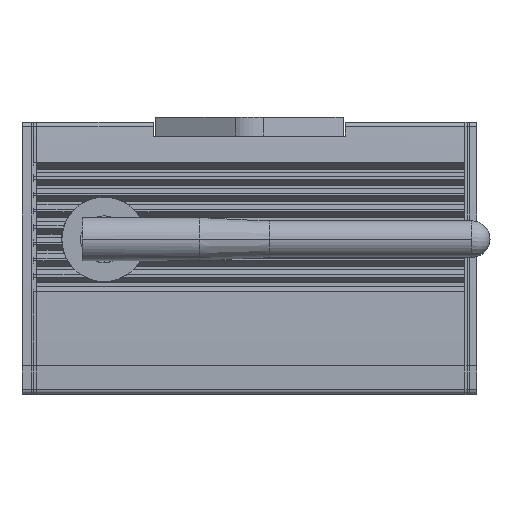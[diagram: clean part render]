
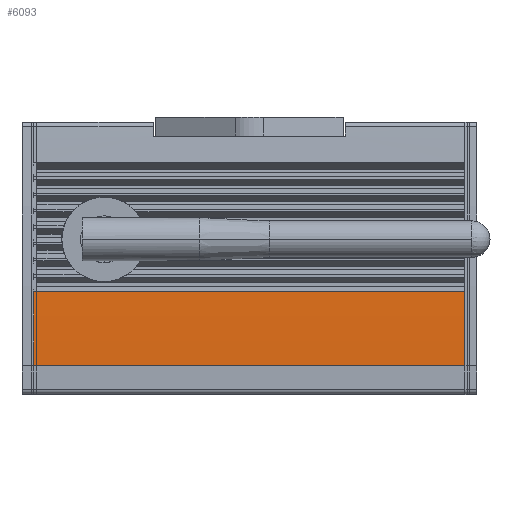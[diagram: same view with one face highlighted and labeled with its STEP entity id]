
A CAD part, top view. The second image highlights one B-rep face of the part: STEP entity #6093.
In plain terms, the highlighted cylindrical face has radius 400 mm (diameter 800 mm), a partial arc.
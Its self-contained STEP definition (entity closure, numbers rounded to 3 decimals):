
#3280=CARTESIAN_POINT('',(-65.906,-4.907,-0.5));
#3281=VERTEX_POINT('',#3280);
#3288=CARTESIAN_POINT('',(-49.957,-4.589,-0.5));
#3289=VERTEX_POINT('',#3288);
#3290=CARTESIAN_POINT('',(-49.957,-404.589,-0.5));
#3291=DIRECTION('',(0.0,0.0,-1.0));
#3292=DIRECTION('',(1.0,0.0,0.0));
#3293=AXIS2_PLACEMENT_3D('',#3290,#3291,#3292);
#3294=CIRCLE('',#3293,400.0);
#3295=EDGE_CURVE('',#3281,#3289,#3294,.T.);
#4274=CARTESIAN_POINT('',(-49.957,-4.589,91.5));
#4275=VERTEX_POINT('',#4274);
#4282=CARTESIAN_POINT('',(-65.906,-4.907,91.5));
#4283=VERTEX_POINT('',#4282);
#4284=CARTESIAN_POINT('',(-49.957,-404.589,91.5));
#4285=DIRECTION('',(0.0,0.0,-1.0));
#4286=DIRECTION('',(1.0,0.0,0.0));
#4287=AXIS2_PLACEMENT_3D('',#4284,#4285,#4286);
#4288=CIRCLE('',#4287,400.0);
#4289=EDGE_CURVE('',#4283,#4275,#4288,.T.);
#5704=CARTESIAN_POINT('',(-49.957,-4.589,-0.5));
#5705=DIRECTION('',(0.0,0.0,1.0));
#5706=VECTOR('',#5705,92.0);
#5707=LINE('',#5704,#5706);
#5708=EDGE_CURVE('',#3289,#4275,#5707,.T.);
#5737=CARTESIAN_POINT('',(-65.906,-4.907,-0.5));
#5738=DIRECTION('',(0.0,0.0,1.0));
#5739=VECTOR('',#5738,92.0);
#5740=LINE('',#5737,#5739);
#5741=EDGE_CURVE('',#3281,#4283,#5740,.T.);
#6082=CARTESIAN_POINT('',(-49.957,-404.589,-0.5));
#6083=DIRECTION('',(0.0,0.0,1.0));
#6084=DIRECTION('',(1.0,0.0,0.0));
#6085=AXIS2_PLACEMENT_3D('',#6082,#6083,#6084);
#6086=CYLINDRICAL_SURFACE('',#6085,400.0);
#6087=ORIENTED_EDGE('',*,*,#5741,.T.);
#6088=ORIENTED_EDGE('',*,*,#4289,.T.);
#6089=ORIENTED_EDGE('',*,*,#5708,.F.);
#6090=ORIENTED_EDGE('',*,*,#3295,.F.);
#6091=EDGE_LOOP('',(#6087,#6088,#6089,#6090));
#6092=FACE_OUTER_BOUND('',#6091,.T.);
#6093=ADVANCED_FACE('',(#6092),#6086,.T.);
